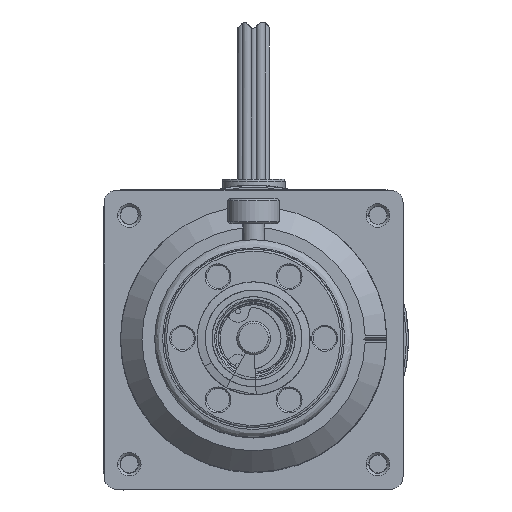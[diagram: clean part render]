
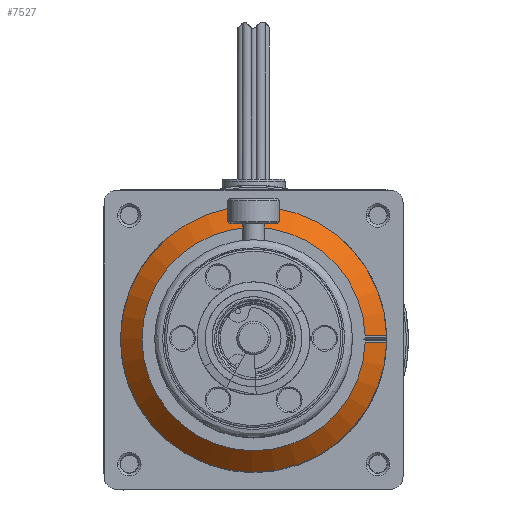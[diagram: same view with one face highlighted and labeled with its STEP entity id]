
A CAD part, top view. The second image highlights one B-rep face of the part: STEP entity #7527.
In plain terms, the highlighted conical face has half-angle 45 degrees and reference radius 25.209 mm.
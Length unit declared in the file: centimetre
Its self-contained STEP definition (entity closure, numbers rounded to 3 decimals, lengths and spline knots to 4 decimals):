
#2461 = VERTEX_POINT ( 'NONE', #25326 ) ;
#2494 = VERTEX_POINT ( 'NONE', #25356 ) ;
#2557 = VERTEX_POINT ( 'NONE', #21588 ) ;
#2655 = VERTEX_POINT ( 'NONE', #21673 ) ;
#2805 = VERTEX_POINT ( 'NONE', #21768 ) ;
#5972 = EDGE_LOOP ( 'NONE', ( #10336, #10337, #10338, #10339, #10340 ) ) ;
#7527 = ADVANCED_FACE ( 'NONE', ( #35864 ), #35882, .T. ) ;
#8651 = EDGE_CURVE ( 'NONE', #2557, #2494, #42679, .T. ) ;
#8654 = EDGE_CURVE ( 'NONE', #2494, #2655, #12784, .T. ) ;
#8656 = EDGE_CURVE ( 'NONE', #2655, #2805, #42682, .T. ) ;
#8738 = EDGE_CURVE ( 'NONE', #2461, #2805, #12906, .T. ) ;
#8739 = EDGE_CURVE ( 'NONE', #2557, #2461, #12907, .T. ) ;
#10336 = ORIENTED_EDGE ( 'NONE', *, *, #8738, .F. ) ;
#10337 = ORIENTED_EDGE ( 'NONE', *, *, #8739, .F. ) ;
#10338 = ORIENTED_EDGE ( 'NONE', *, *, #8651, .T. ) ;
#10339 = ORIENTED_EDGE ( 'NONE', *, *, #8654, .T. ) ;
#10340 = ORIENTED_EDGE ( 'NONE', *, *, #8656, .T. ) ;
#12784 = CIRCLE ( 'NONE', #38107, 2.1146 ) ;
#12906 = CIRCLE ( 'NONE', #38131, 2.521 ) ;
#12907 = CIRCLE ( 'NONE', #38132, 2.521 ) ;
#14588 = CARTESIAN_POINT ( 'NONE',  ( 2.3845, -0.0669, -9.0365 ) ) ;
#14615 = CARTESIAN_POINT ( 'NONE',  ( 2.52, -0.0687, -9.1719 ) ) ;
#14617 = CARTESIAN_POINT ( 'NONE',  ( 2.2491, -0.065, -8.901 ) ) ;
#14618 = CARTESIAN_POINT ( 'NONE',  ( 2.1136, -0.063, -8.7655 ) ) ;
#14619 = CARTESIAN_POINT ( 'NONE',  ( 2.1136, 0.063, -8.7655 ) ) ;
#14626 = CARTESIAN_POINT ( 'NONE',  ( 0., 0., -8.7655 ) ) ;
#14627 = DIRECTION ( 'NONE',  ( 0., 0., -1. ) ) ;
#14628 = DIRECTION ( 'NONE',  ( 0., 1., 0. ) ) ;
#14629 = CARTESIAN_POINT ( 'NONE',  ( 2.2491, 0.065, -8.901 ) ) ;
#14634 = CARTESIAN_POINT ( 'NONE',  ( 2.3845, 0.0669, -9.0365 ) ) ;
#14635 = CARTESIAN_POINT ( 'NONE',  ( 2.52, 0.0687, -9.1719 ) ) ;
#15005 = CARTESIAN_POINT ( 'NONE',  ( 0., 0., -9.1719 ) ) ;
#15006 = DIRECTION ( 'NONE',  ( 0., 0., -1. ) ) ;
#15007 = DIRECTION ( 'NONE',  ( 1., 0., 0. ) ) ;
#15010 = CARTESIAN_POINT ( 'NONE',  ( 0., 0., -9.1719 ) ) ;
#15011 = DIRECTION ( 'NONE',  ( 0., 0., -1. ) ) ;
#15012 = DIRECTION ( 'NONE',  ( 1., 0., 0. ) ) ;
#21588 = CARTESIAN_POINT ( 'NONE',  ( 2.52, -0.0687, -9.1719 ) ) ;
#21673 = CARTESIAN_POINT ( 'NONE',  ( 2.1136, 0.063, -8.7655 ) ) ;
#21768 = CARTESIAN_POINT ( 'NONE',  ( 2.52, 0.0687, -9.1719 ) ) ;
#25326 = CARTESIAN_POINT ( 'NONE',  ( -2.5209, 0., -9.1719 ) ) ;
#25356 = CARTESIAN_POINT ( 'NONE',  ( 2.1136, -0.063, -8.7655 ) ) ;
#35864 = FACE_OUTER_BOUND ( 'NONE', #5972, .T. ) ;
#35882 = CONICAL_SURFACE ( 'NONE', #37667, 2.521, 0.785 ) ;
#37667 = AXIS2_PLACEMENT_3D ( 'NONE', #38202, #38201, #38194 ) ;
#38107 = AXIS2_PLACEMENT_3D ( 'NONE', #14626, #14627, #14628 ) ;
#38131 = AXIS2_PLACEMENT_3D ( 'NONE', #15005, #15006, #15007 ) ;
#38132 = AXIS2_PLACEMENT_3D ( 'NONE', #15010, #15011, #15012 ) ;
#38194 = DIRECTION ( 'NONE',  ( 0., 1., 0. ) ) ;
#38201 = DIRECTION ( 'NONE',  ( 0., 0., -1. ) ) ;
#38202 = CARTESIAN_POINT ( 'NONE',  ( 0., 0., -9.1719 ) ) ;
#42679 = B_SPLINE_CURVE_WITH_KNOTS ( 'NONE', 3,
 ( #14615, #14588, #14617, #14618 ),
 .UNSPECIFIED., .F., .F.,
 ( 4, 4 ),
 ( 0., 0.0057 ),
 .UNSPECIFIED. ) ;
#42682 = B_SPLINE_CURVE_WITH_KNOTS ( 'NONE', 3,
 ( #14619, #14629, #14634, #14635 ),
 .UNSPECIFIED., .F., .F.,
 ( 4, 4 ),
 ( 0., 0.0057 ),
 .UNSPECIFIED. ) ;
